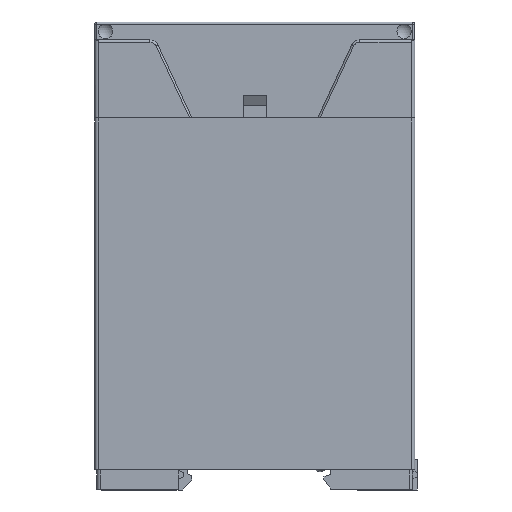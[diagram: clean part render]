
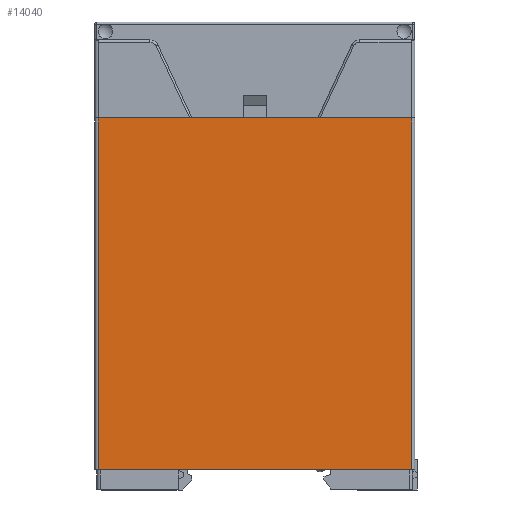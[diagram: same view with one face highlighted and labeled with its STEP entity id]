
A CAD part, left-side view. The second image highlights one B-rep face of the part: STEP entity #14040.
In plain terms, the highlighted planar face has unit normal (-1, 0, 0).
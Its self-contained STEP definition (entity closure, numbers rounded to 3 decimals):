
#5165=CARTESIAN_POINT('',(52.454,4.077,8.7));
#5166=VERTEX_POINT('',#5165);
#5173=CARTESIAN_POINT('',(52.454,-3.273,8.7));
#5174=VERTEX_POINT('',#5173);
#5175=CARTESIAN_POINT('',(52.454,-3.273,8.7));
#5176=DIRECTION('',(0.0,1.0,0.0));
#5177=VECTOR('',#5176,7.35);
#5178=LINE('',#5175,#5177);
#5179=EDGE_CURVE('',#5174,#5166,#5178,.T.);
#13288=CARTESIAN_POINT('',(52.454,-3.273,0.45));
#13289=VERTEX_POINT('',#13288);
#13296=CARTESIAN_POINT('',(52.454,4.077,0.45));
#13297=VERTEX_POINT('',#13296);
#13298=CARTESIAN_POINT('',(52.454,4.077,0.45));
#13299=DIRECTION('',(0.0,-1.0,0.0));
#13300=VECTOR('',#13299,7.35);
#13301=LINE('',#13298,#13300);
#13302=EDGE_CURVE('',#13297,#13289,#13301,.T.);
#13960=CARTESIAN_POINT('',(52.454,4.077,0.45));
#13961=DIRECTION('',(0.0,0.0,1.0));
#13962=VECTOR('',#13961,8.25);
#13963=LINE('',#13960,#13962);
#13964=EDGE_CURVE('',#13297,#5166,#13963,.T.);
#14020=CARTESIAN_POINT('',(52.454,-3.273,0.45));
#14021=DIRECTION('',(0.0,0.0,1.0));
#14022=VECTOR('',#14021,8.25);
#14023=LINE('',#14020,#14022);
#14024=EDGE_CURVE('',#13289,#5174,#14023,.T.);
#14029=CARTESIAN_POINT('',(52.454,-3.273,0.0));
#14030=DIRECTION('',(-1.0,0.0,0.0));
#14031=DIRECTION('',(0.0,0.0,1.0));
#14032=AXIS2_PLACEMENT_3D('',#14029,#14030,#14031);
#14033=PLANE('',#14032);
#14034=ORIENTED_EDGE('',*,*,#13302,.T.);
#14035=ORIENTED_EDGE('',*,*,#14024,.T.);
#14036=ORIENTED_EDGE('',*,*,#5179,.T.);
#14037=ORIENTED_EDGE('',*,*,#13964,.F.);
#14038=EDGE_LOOP('',(#14034,#14035,#14036,#14037));
#14039=FACE_OUTER_BOUND('',#14038,.T.);
#14040=ADVANCED_FACE('',(#14039),#14033,.T.);
